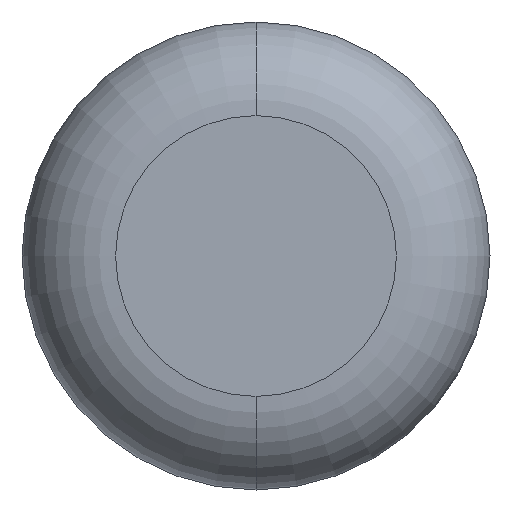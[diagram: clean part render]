
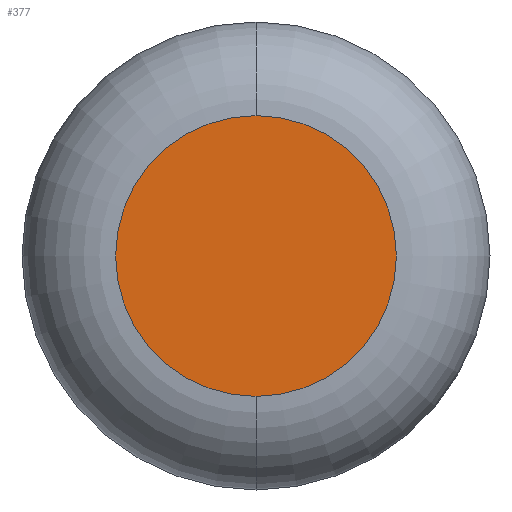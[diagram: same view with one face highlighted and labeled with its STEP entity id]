
A CAD part, front view. The second image highlights one B-rep face of the part: STEP entity #377.
In plain terms, the highlighted planar face has unit normal (0, -1, 0).
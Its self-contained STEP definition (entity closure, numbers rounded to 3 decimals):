
#11 = EDGE_CURVE ( 'NONE', #407, #329, #194, .T. ) ;
#42 = AXIS2_PLACEMENT_3D ( 'NONE', #68, #132, #368 ) ;
#68 = CARTESIAN_POINT ( 'NONE',  ( 0., 0., 0. ) ) ;
#120 = DIRECTION ( 'NONE',  ( 0., 0., 1. ) ) ;
#132 = DIRECTION ( 'NONE',  ( 0., 1., 0. ) ) ;
#148 = EDGE_LOOP ( 'NONE', ( #307, #249 ) ) ;
#187 = PLANE ( 'NONE',  #366 ) ;
#194 = CIRCLE ( 'NONE', #42, 4.5 ) ;
#240 = DIRECTION ( 'NONE',  ( 0., 0., 1. ) ) ;
#249 = ORIENTED_EDGE ( 'NONE', *, *, #328, .F. ) ;
#254 = CARTESIAN_POINT ( 'NONE',  ( 0., 0., 4.5 ) ) ;
#289 = FACE_OUTER_BOUND ( 'NONE', #148, .T. ) ;
#307 = ORIENTED_EDGE ( 'NONE', *, *, #11, .F. ) ;
#328 = EDGE_CURVE ( 'NONE', #329, #407, #395, .T. ) ;
#329 = VERTEX_POINT ( 'NONE', #400 ) ;
#366 = AXIS2_PLACEMENT_3D ( 'NONE', #386, #413, #120 ) ;
#368 = DIRECTION ( 'NONE',  ( 0., 0., 1. ) ) ;
#372 = DIRECTION ( 'NONE',  ( 0., 1., 0. ) ) ;
#377 = ADVANCED_FACE ( 'NONE', ( #289 ), #187, .F. ) ;
#386 = CARTESIAN_POINT ( 'NONE',  ( 0., 0., 0. ) ) ;
#389 = AXIS2_PLACEMENT_3D ( 'NONE', #405, #372, #240 ) ;
#395 = CIRCLE ( 'NONE', #389, 4.5 ) ;
#400 = CARTESIAN_POINT ( 'NONE',  ( 0., 0., -4.5 ) ) ;
#405 = CARTESIAN_POINT ( 'NONE',  ( 0., 0., 0. ) ) ;
#407 = VERTEX_POINT ( 'NONE', #254 ) ;
#413 = DIRECTION ( 'NONE',  ( 0., 1., 0. ) ) ;
